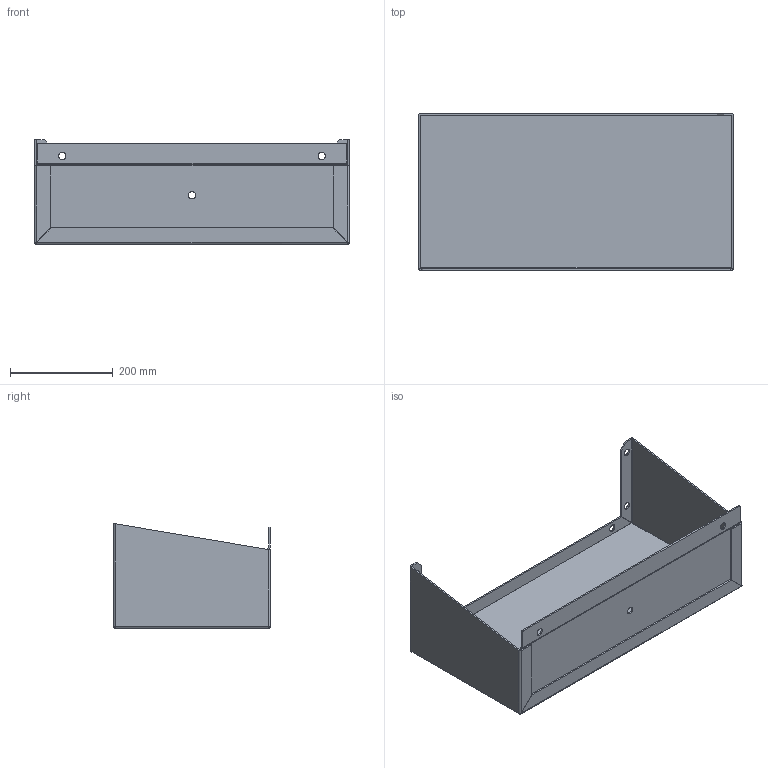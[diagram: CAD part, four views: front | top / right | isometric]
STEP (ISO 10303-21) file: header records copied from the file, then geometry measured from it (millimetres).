
FILE_DESCRIPTION((''),'2;1');
FILE_NAME('SSFK1224.stp','2013-05-17T09:15:57',('vrao'),(''),'Autodesk Inventor 2012','Autodesk Inventor 2012','');
FILE_SCHEMA(('AUTOMOTIVE_DESIGN { 1 0 10303 214 1 1 1 1 }'));
Length unit declared in the file: inch
Products named in the file (3): SSFK-assm; SSFK1224LG; SSFK24B
Assembly tree (2 placements, depth 2):
  SSFK-assm
    SSFK1224LG
    SSFK24B
Bounding box: 612.77 x 304.8 x 203.2 mm (x, y, z)
Volume: 1453280.9 mm3; surface area: 930498.9 mm2
Topology: 2 solids, 2 shells, 97 faces, 221 edges, 128 vertices
Faces by surface type: plane 54, cylinder 33, bspline 10
Full cylindrical faces by diameter (mm): 14.288 x9
Entity records: 3083 total; most frequent: CARTESIAN_POINT 776, ORIENTED_EDGE 424, DIRECTION 414, EDGE_CURVE 212, AXIS2_PLACEMENT_3D 138, VECTOR 138, LINE 138, VERTEX_POINT 128
